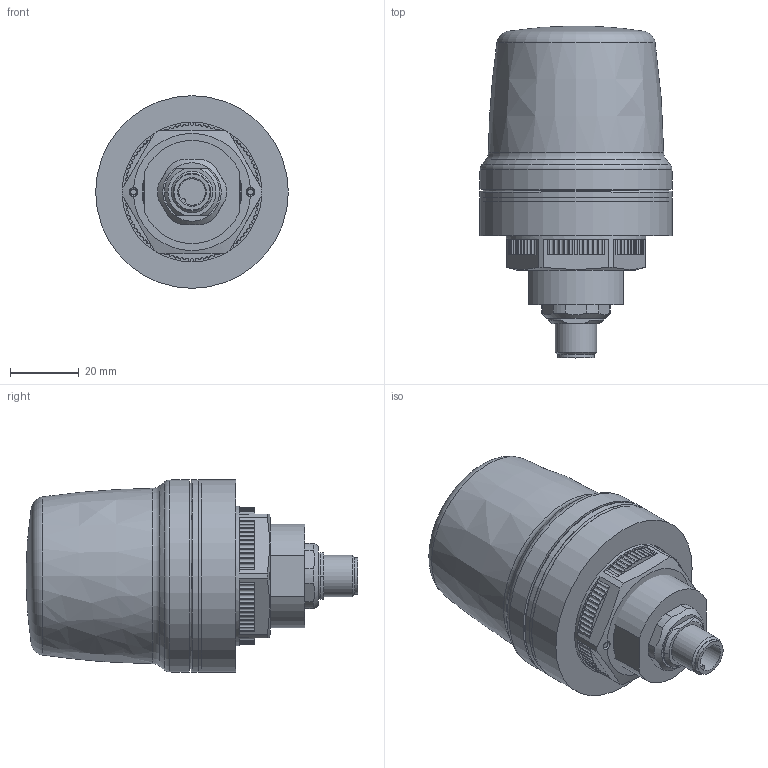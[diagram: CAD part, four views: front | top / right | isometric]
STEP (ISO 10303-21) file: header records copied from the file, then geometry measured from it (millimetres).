
FILE_DESCRIPTION(/* description */ ('Alibre Inc.'),/* implementation_level */ '2;1');
FILE_NAME(/* name */ 'export-39E9A0CD-4B2F-4A6C-9D4A-BC788612B197',/* time_stamp */ '2023-08-30T15:40:20+02:00',/* author */ (''),/* organization */ (''),/* preprocessor_version */ 'ST-DEVELOPER v17',/* originating_system */ 'Alibre',/* authorisation */ '');
FILE_SCHEMA (('AUTOMOTIVE_DESIGN'));
Length unit declared in the file: millimetre
Products named in the file (3): _DV2120_P1; _DV2120_P2; DV2120
Bounding box: 56 x 96.5 x 56 mm (x, y, z)
Volume: 146148.6 mm3; surface area: 20344.5 mm2
Topology: 2 solids, 2 shells, 317 faces, 888 edges, 590 vertices
Faces by surface type: cylinder 149, plane 148, cone 9, torus 8, bspline 2, sphere 1
Full cylindrical faces by diameter (mm): 8.3 x1, 10.5 x1, 12 x1, 28.376 x1, 40.6 x1, 54 x1, 55.9 x1, 56 x2
Entity records: 10151 total; most frequent: CARTESIAN_POINT 1959, ORIENTED_EDGE 1774, DIRECTION 1577, EDGE_CURVE 887, AXIS2_PLACEMENT_3D 612, VERTEX_POINT 590, VECTOR 509, LINE 509
